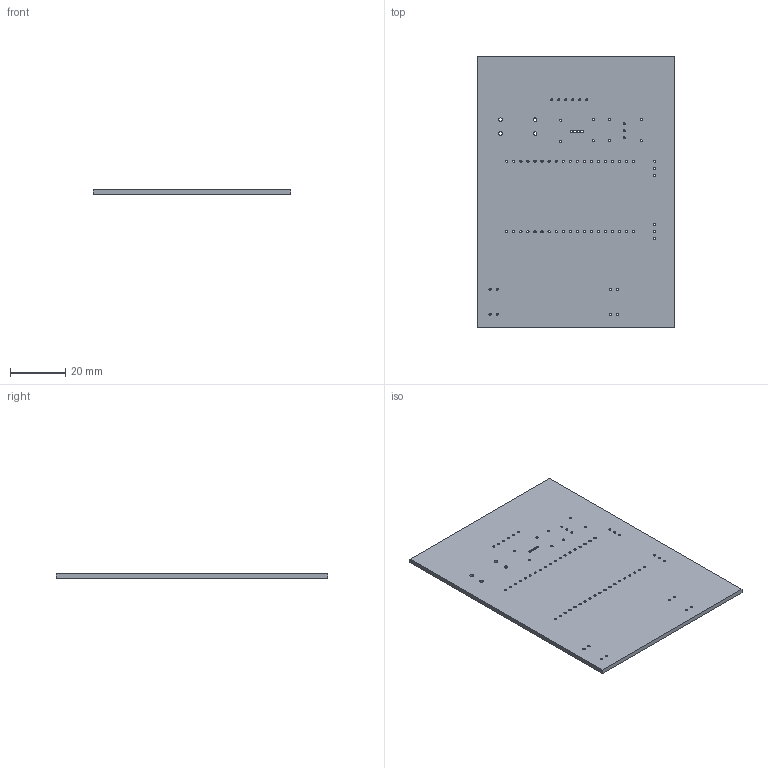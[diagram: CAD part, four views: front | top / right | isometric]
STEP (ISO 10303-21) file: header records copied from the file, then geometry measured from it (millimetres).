
FILE_DESCRIPTION(('KiCad electronic assembly'),'2;1');
FILE_NAME('Smart_AC_Controller.step','2022-10-05T15:27:58',('Pcbnew'),( 'Kicad'),'Open CASCADE STEP processor 7.6','KiCad to STEP converter' ,'Unknown');
FILE_SCHEMA(('AUTOMOTIVE_DESIGN { 1 0 10303 214 1 1 1 1 }'));
Length unit declared in the file: millimetre
Products named in the file (2): Smart_AC_Controller 1; Smart_AC_Controller PCB
Assembly tree (1 placements, depth 2):
  Smart_AC_Controller 1
    Smart_AC_Controller PCB
Bounding box: 71.37 x 97.92 x 1.6 mm (x, y, z)
Volume: 11115.6 mm3; surface area: 14753.6 mm2
Topology: 1 solids, 1 shells, 83 faces, 243 edges, 162 vertices
Faces by surface type: cylinder 77, plane 6
Full cylindrical faces by diameter (mm): 0.762 x23, 0.8 x46, 0.9 x4, 1.3 x4
Entity records: 6827 total; most frequent: CARTESIAN_POINT 1900, DIRECTION 899, ORIENTED_EDGE 486, PCURVE 486, DEFINITIONAL_REPRESENTATION 486, LINE 421, VECTOR 421, EDGE_CURVE 243
